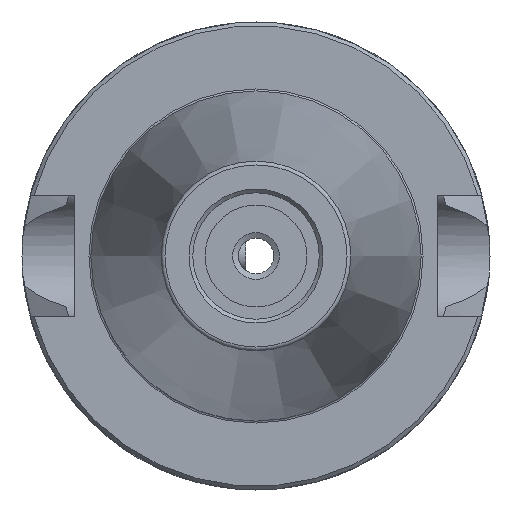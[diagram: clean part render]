
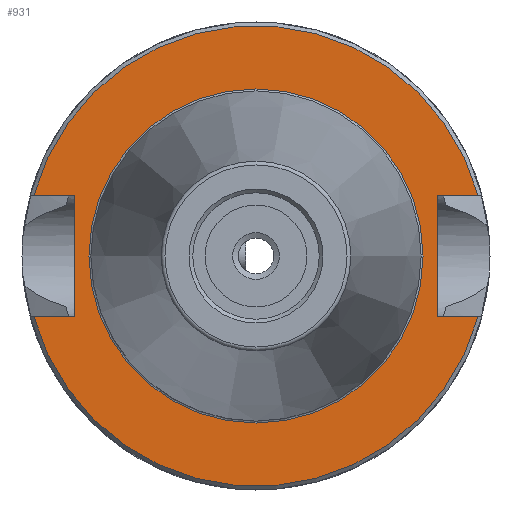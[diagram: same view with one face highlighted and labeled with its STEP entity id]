
A CAD part, left-side view. The second image highlights one B-rep face of the part: STEP entity #931.
In plain terms, the highlighted planar face has unit normal (-1, 0, 0).
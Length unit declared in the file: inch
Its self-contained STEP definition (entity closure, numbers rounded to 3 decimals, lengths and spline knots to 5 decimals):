
#88=LINE('',#1542,#146);
#94=LINE('',#1555,#152);
#96=LINE('',#1567,#154);
#98=LINE('',#1629,#156);
#104=LINE('',#1642,#162);
#107=LINE('',#1656,#165);
#146=VECTOR('',#1198,39.37008);
#152=VECTOR('',#1206,39.37008);
#154=VECTOR('',#1210,39.37008);
#156=VECTOR('',#1218,39.37008);
#162=VECTOR('',#1226,39.37008);
#165=VECTOR('',#1231,39.37008);
#227=FACE_BOUND('',#336,.T.);
#273=FACE_OUTER_BOUND('',#335,.T.);
#335=EDGE_LOOP('',(#811,#812,#813,#814,#815,#816,#817,#818));
#336=EDGE_LOOP('',(#819));
#371=CIRCLE('',#1024,0.885);
#384=CIRCLE('',#1046,1.22);
#387=CIRCLE('',#1050,1.22);
#433=VERTEX_POINT('',#1536);
#434=VERTEX_POINT('',#1541);
#439=VERTEX_POINT('',#1552);
#440=VERTEX_POINT('',#1554);
#451=VERTEX_POINT('',#1623);
#452=VERTEX_POINT('',#1628);
#457=VERTEX_POINT('',#1639);
#458=VERTEX_POINT('',#1641);
#468=VERTEX_POINT('',#1708);
#535=EDGE_CURVE('',#433,#434,#88,.T.);
#541=EDGE_CURVE('',#439,#440,#94,.T.);
#545=EDGE_CURVE('',#434,#439,#96,.T.);
#556=EDGE_CURVE('',#452,#451,#98,.T.);
#562=EDGE_CURVE('',#458,#457,#104,.T.);
#567=EDGE_CURVE('',#452,#457,#107,.T.);
#577=EDGE_CURVE('',#468,#468,#371,.T.);
#595=EDGE_CURVE('',#433,#458,#384,.T.);
#598=EDGE_CURVE('',#451,#440,#387,.T.);
#811=ORIENTED_EDGE('',*,*,#541,.F.);
#812=ORIENTED_EDGE('',*,*,#545,.F.);
#813=ORIENTED_EDGE('',*,*,#535,.F.);
#814=ORIENTED_EDGE('',*,*,#595,.T.);
#815=ORIENTED_EDGE('',*,*,#562,.T.);
#816=ORIENTED_EDGE('',*,*,#567,.F.);
#817=ORIENTED_EDGE('',*,*,#556,.T.);
#818=ORIENTED_EDGE('',*,*,#598,.T.);
#819=ORIENTED_EDGE('',*,*,#577,.T.);
#885=PLANE('',#1051);
#931=ADVANCED_FACE('',(#273,#227),#885,.F.);
#1024=AXIS2_PLACEMENT_3D('',#1709,#1245,#1246);
#1046=AXIS2_PLACEMENT_3D('',#1746,#1294,#1295);
#1050=AXIS2_PLACEMENT_3D('',#1750,#1302,#1303);
#1051=AXIS2_PLACEMENT_3D('',#1751,#1304,#1305);
#1198=DIRECTION('',(0.,-1.,0.));
#1206=DIRECTION('',(0.,1.,0.));
#1210=DIRECTION('',(0.,0.,1.));
#1218=DIRECTION('',(0.,-1.,0.));
#1226=DIRECTION('',(0.,1.,0.));
#1231=DIRECTION('',(0.,0.,-1.));
#1245=DIRECTION('center_axis',(1.,0.,0.));
#1246=DIRECTION('ref_axis',(0.,1.,0.));
#1294=DIRECTION('center_axis',(-1.,0.,0.));
#1295=DIRECTION('ref_axis',(0.,1.,0.));
#1302=DIRECTION('center_axis',(-1.,0.,0.));
#1303=DIRECTION('ref_axis',(0.,1.,0.));
#1304=DIRECTION('center_axis',(1.,0.,0.));
#1305=DIRECTION('ref_axis',(0.,1.,0.));
#1536=CARTESIAN_POINT('',(0.04,1.1766,-0.3225));
#1541=CARTESIAN_POINT('',(0.04,0.96,-0.3225));
#1542=CARTESIAN_POINT('',(0.04,0.875,-0.3225));
#1552=CARTESIAN_POINT('',(0.04,0.96,0.3225));
#1554=CARTESIAN_POINT('',(0.04,1.1766,0.3225));
#1555=CARTESIAN_POINT('',(0.04,0.875,0.3225));
#1567=CARTESIAN_POINT('',(0.04,0.96,0.));
#1623=CARTESIAN_POINT('',(0.04,-1.1766,0.3225));
#1628=CARTESIAN_POINT('',(0.04,-0.96,0.3225));
#1629=CARTESIAN_POINT('',(0.04,0.875,0.3225));
#1639=CARTESIAN_POINT('',(0.04,-0.96,-0.3225));
#1641=CARTESIAN_POINT('',(0.04,-1.1766,-0.3225));
#1642=CARTESIAN_POINT('',(0.04,0.875,-0.3225));
#1656=CARTESIAN_POINT('',(0.04,-0.96,0.));
#1708=CARTESIAN_POINT('',(0.04,-0.885,0.));
#1709=CARTESIAN_POINT('Origin',(0.04,0.,0.));
#1746=CARTESIAN_POINT('Origin',(0.04,0.,0.));
#1750=CARTESIAN_POINT('Origin',(0.04,0.,0.));
#1751=CARTESIAN_POINT('Origin',(0.04,0.875,0.));
